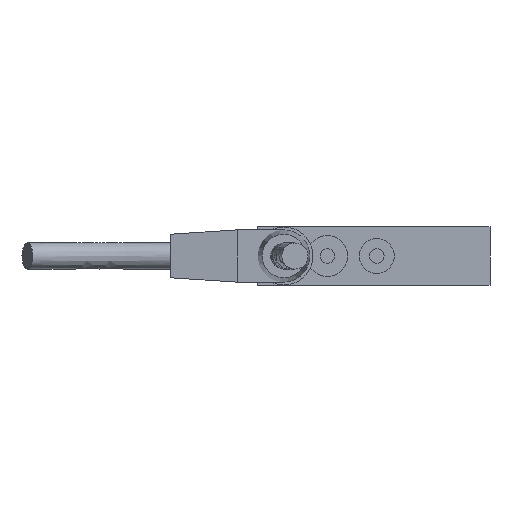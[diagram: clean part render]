
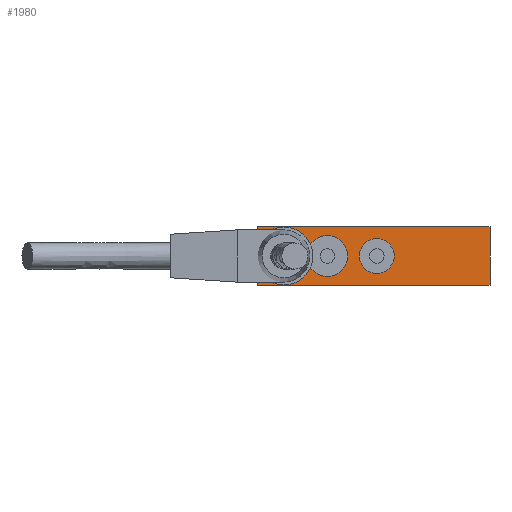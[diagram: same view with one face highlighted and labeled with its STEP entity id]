
A CAD part, left-side view. The second image highlights one B-rep face of the part: STEP entity #1980.
In plain terms, the highlighted planar face has unit normal (-1, 0, 0).
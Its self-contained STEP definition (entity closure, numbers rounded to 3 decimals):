
#65=FACE_BOUND('',#371,.T.);
#66=FACE_BOUND('',#372,.T.);
#67=FACE_BOUND('',#373,.T.);
#111=PLANE('',#2140);
#228=FACE_OUTER_BOUND('',#370,.T.);
#370=EDGE_LOOP('',(#1488,#1489,#1490,#1491));
#371=EDGE_LOOP('',(#1492));
#372=EDGE_LOOP('',(#1493));
#373=EDGE_LOOP('',(#1494));
#549=LINE('',#2981,#755);
#550=LINE('',#2983,#756);
#551=LINE('',#2985,#757);
#552=LINE('',#2986,#758);
#755=VECTOR('',#2401,40.);
#756=VECTOR('',#2402,10.);
#757=VECTOR('',#2403,40.);
#758=VECTOR('',#2404,10.);
#944=CIRCLE('',#2118,1.5);
#949=CIRCLE('',#2126,3.);
#953=CIRCLE('',#2132,3.5);
#1014=VERTEX_POINT('',#2943);
#1019=VERTEX_POINT('',#2956);
#1023=VERTEX_POINT('',#2966);
#1027=VERTEX_POINT('',#2979);
#1028=VERTEX_POINT('',#2980);
#1029=VERTEX_POINT('',#2982);
#1030=VERTEX_POINT('',#2984);
#1204=EDGE_CURVE('',#1014,#1014,#944,.T.);
#1209=EDGE_CURVE('',#1019,#1019,#949,.T.);
#1213=EDGE_CURVE('',#1023,#1023,#953,.T.);
#1217=EDGE_CURVE('',#1027,#1028,#549,.T.);
#1218=EDGE_CURVE('',#1029,#1028,#550,.T.);
#1219=EDGE_CURVE('',#1029,#1030,#551,.T.);
#1220=EDGE_CURVE('',#1030,#1027,#552,.T.);
#1488=ORIENTED_EDGE('',*,*,#1217,.T.);
#1489=ORIENTED_EDGE('',*,*,#1218,.F.);
#1490=ORIENTED_EDGE('',*,*,#1219,.T.);
#1491=ORIENTED_EDGE('',*,*,#1220,.T.);
#1492=ORIENTED_EDGE('',*,*,#1213,.T.);
#1493=ORIENTED_EDGE('',*,*,#1204,.T.);
#1494=ORIENTED_EDGE('',*,*,#1209,.T.);
#1980=ADVANCED_FACE('',(#228,#65,#66,#67),#111,.T.);
#2118=AXIS2_PLACEMENT_3D('',#2944,#2355,#2356);
#2126=AXIS2_PLACEMENT_3D('',#2957,#2371,#2372);
#2132=AXIS2_PLACEMENT_3D('',#2967,#2383,#2384);
#2140=AXIS2_PLACEMENT_3D('',#2978,#2399,#2400);
#2355=DIRECTION('center_axis',(1.,0.,0.));
#2356=DIRECTION('ref_axis',(0.,0.,-1.));
#2371=DIRECTION('center_axis',(1.,0.,0.));
#2372=DIRECTION('ref_axis',(0.,0.,-1.));
#2383=DIRECTION('center_axis',(1.,0.,0.));
#2384=DIRECTION('ref_axis',(0.,0.,-1.));
#2399=DIRECTION('center_axis',(-1.,0.,0.));
#2400=DIRECTION('ref_axis',(0.,0.,1.));
#2401=DIRECTION('',(0.,1.,0.));
#2402=DIRECTION('',(0.,0.,1.));
#2403=DIRECTION('',(0.,-1.,0.));
#2404=DIRECTION('',(0.,0.,1.));
#2943=CARTESIAN_POINT('',(-20.995,20.125,6.5));
#2944=CARTESIAN_POINT('Origin',(-20.995,20.125,5.));
#2956=CARTESIAN_POINT('',(-20.995,4.125,8.));
#2957=CARTESIAN_POINT('Origin',(-20.995,4.125,5.));
#2966=CARTESIAN_POINT('',(-20.995,12.625,8.5));
#2967=CARTESIAN_POINT('Origin',(-20.995,12.625,5.));
#2978=CARTESIAN_POINT('Origin',(-20.995,-15.375,0.));
#2979=CARTESIAN_POINT('',(-20.995,-15.375,10.));
#2980=CARTESIAN_POINT('',(-20.995,24.625,10.));
#2981=CARTESIAN_POINT('',(-20.995,-15.375,10.));
#2982=CARTESIAN_POINT('',(-20.995,24.625,0.));
#2983=CARTESIAN_POINT('',(-20.995,24.625,0.));
#2984=CARTESIAN_POINT('',(-20.995,-15.375,0.));
#2985=CARTESIAN_POINT('',(-20.995,24.625,0.));
#2986=CARTESIAN_POINT('',(-20.995,-15.375,0.));
